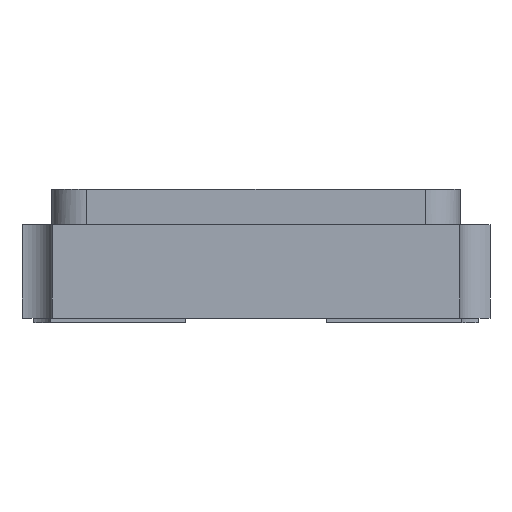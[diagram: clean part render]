
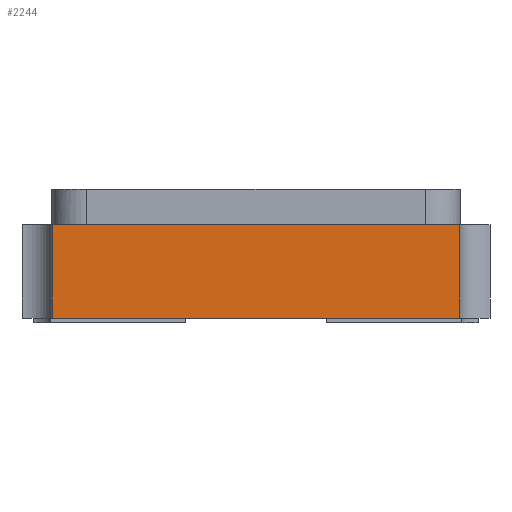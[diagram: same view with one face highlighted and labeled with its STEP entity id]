
A CAD part, left-side view. The second image highlights one B-rep face of the part: STEP entity #2244.
In plain terms, the highlighted free-form (B-spline) face has degree [1, 1] with [2, 2] control points.
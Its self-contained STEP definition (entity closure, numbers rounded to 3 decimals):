
#2244 = ADVANCED_FACE('',(#2245),#2275,.F.);
#2245 = FACE_BOUND('',#2246,.T.);
#2246 = EDGE_LOOP('',(#2247,#2256,#2263,#2270));
#2247 = ORIENTED_EDGE('',*,*,#2248,.F.);
#2248 = EDGE_CURVE('',#2249,#2251,#2253,.T.);
#2249 = VERTEX_POINT('',#2250);
#2250 = CARTESIAN_POINT('',(-1.25,0.87,0.02));
#2251 = VERTEX_POINT('',#2252);
#2252 = CARTESIAN_POINT('',(-1.25,0.87,0.42));
#2253 = B_SPLINE_CURVE_WITH_KNOTS('',1,(#2254,#2255),.UNSPECIFIED.,.F.,
  .F.,(2,2),(-0.7,-0.3),.PIECEWISE_BEZIER_KNOTS.);
#2254 = CARTESIAN_POINT('',(-1.25,0.87,0.02));
#2255 = CARTESIAN_POINT('',(-1.25,0.87,0.42));
#2256 = ORIENTED_EDGE('',*,*,#2257,.T.);
#2257 = EDGE_CURVE('',#2249,#2258,#2260,.T.);
#2258 = VERTEX_POINT('',#2259);
#2259 = CARTESIAN_POINT('',(-1.25,-0.87,0.02));
#2260 = B_SPLINE_CURVE_WITH_KNOTS('',1,(#2261,#2262),.UNSPECIFIED.,.F.,
  .F.,(2,2),(-1.87,-0.13),.PIECEWISE_BEZIER_KNOTS.);
#2261 = CARTESIAN_POINT('',(-1.25,0.87,0.02));
#2262 = CARTESIAN_POINT('',(-1.25,-0.87,0.02));
#2263 = ORIENTED_EDGE('',*,*,#2264,.F.);
#2264 = EDGE_CURVE('',#2265,#2258,#2267,.T.);
#2265 = VERTEX_POINT('',#2266);
#2266 = CARTESIAN_POINT('',(-1.25,-0.87,0.42));
#2267 = B_SPLINE_CURVE_WITH_KNOTS('',1,(#2268,#2269),.UNSPECIFIED.,.F.,
  .F.,(2,2),(0.3,0.7),.PIECEWISE_BEZIER_KNOTS.);
#2268 = CARTESIAN_POINT('',(-1.25,-0.87,0.42));
#2269 = CARTESIAN_POINT('',(-1.25,-0.87,0.02));
#2270 = ORIENTED_EDGE('',*,*,#2271,.F.);
#2271 = EDGE_CURVE('',#2251,#2265,#2272,.T.);
#2272 = B_SPLINE_CURVE_WITH_KNOTS('',1,(#2273,#2274),.UNSPECIFIED.,.F.,
  .F.,(2,2),(-1.87,-0.13),.PIECEWISE_BEZIER_KNOTS.);
#2273 = CARTESIAN_POINT('',(-1.25,0.87,0.42));
#2274 = CARTESIAN_POINT('',(-1.25,-0.87,0.42));
#2275 = B_SPLINE_SURFACE_WITH_KNOTS('',1,1,(
    (#2276,#2277)
    ,(#2278,#2279
    )),.UNSPECIFIED.,.F.,.F.,.F.,(2,2),(2,2),(0.,0.4),(0.13,1.87),
  .PIECEWISE_BEZIER_KNOTS.);
#2276 = CARTESIAN_POINT('',(-1.25,-0.87,0.42));
#2277 = CARTESIAN_POINT('',(-1.25,0.87,0.42));
#2278 = CARTESIAN_POINT('',(-1.25,-0.87,0.02));
#2279 = CARTESIAN_POINT('',(-1.25,0.87,0.02));
